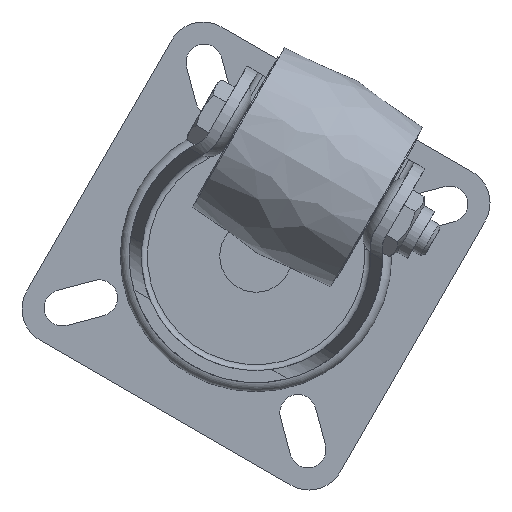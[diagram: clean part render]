
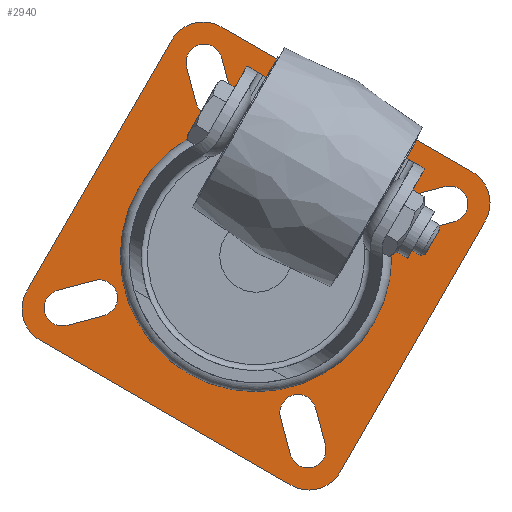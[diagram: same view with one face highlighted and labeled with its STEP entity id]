
A CAD part, front view. The second image highlights one B-rep face of the part: STEP entity #2940.
In plain terms, the highlighted planar face has unit normal (0, -1, 0).
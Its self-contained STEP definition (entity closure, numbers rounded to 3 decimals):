
#191=PLANE('',#3311);
#288=FACE_BOUND('',#1050,.T.);
#289=FACE_BOUND('',#1051,.T.);
#290=FACE_BOUND('',#1052,.T.);
#291=FACE_BOUND('',#1053,.T.);
#292=FACE_BOUND('',#1054,.T.);
#372=LINE('',#6037,#476);
#374=LINE('',#6043,#478);
#378=LINE('',#6053,#482);
#380=LINE('',#6059,#484);
#384=LINE('',#6069,#488);
#386=LINE('',#6075,#490);
#390=LINE('',#6085,#494);
#392=LINE('',#6091,#496);
#395=LINE('',#6100,#499);
#397=LINE('',#6104,#501);
#398=LINE('',#6108,#502);
#399=LINE('',#6112,#503);
#476=VECTOR('',#4053,6.364);
#478=VECTOR('',#4061,6.364);
#482=VECTOR('',#4071,6.364);
#484=VECTOR('',#4079,6.364);
#488=VECTOR('',#4089,6.364);
#490=VECTOR('',#4097,6.364);
#494=VECTOR('',#4107,6.364);
#496=VECTOR('',#4115,6.364);
#499=VECTOR('',#4124,48.);
#501=VECTOR('',#4128,48.);
#502=VECTOR('',#4131,48.);
#503=VECTOR('',#4134,48.);
#773=FACE_OUTER_BOUND('',#1049,.T.);
#1049=EDGE_LOOP('',(#2693,#2694,#2695,#2696,#2697,#2698,#2699,#2700));
#1050=EDGE_LOOP('',(#2701));
#1051=EDGE_LOOP('',(#2702,#2703,#2704,#2705));
#1052=EDGE_LOOP('',(#2706,#2707,#2708,#2709));
#1053=EDGE_LOOP('',(#2710,#2711,#2712,#2713));
#1054=EDGE_LOOP('',(#2714,#2715,#2716,#2717));
#1291=CIRCLE('',#3269,21.);
#1305=CIRCLE('',#3285,3.);
#1306=CIRCLE('',#3288,3.);
#1307=CIRCLE('',#3291,3.);
#1308=CIRCLE('',#3294,3.);
#1309=CIRCLE('',#3297,3.);
#1310=CIRCLE('',#3300,3.);
#1311=CIRCLE('',#3303,3.);
#1312=CIRCLE('',#3306,3.);
#1313=CIRCLE('',#3309,6.);
#1314=CIRCLE('',#3312,6.);
#1315=CIRCLE('',#3313,6.);
#1316=CIRCLE('',#3314,6.);
#1541=VERTEX_POINT('',#5975);
#1567=VERTEX_POINT('',#6029);
#1568=VERTEX_POINT('',#6031);
#1569=VERTEX_POINT('',#6035);
#1570=VERTEX_POINT('',#6039);
#1571=VERTEX_POINT('',#6045);
#1572=VERTEX_POINT('',#6047);
#1573=VERTEX_POINT('',#6051);
#1574=VERTEX_POINT('',#6055);
#1575=VERTEX_POINT('',#6061);
#1576=VERTEX_POINT('',#6063);
#1577=VERTEX_POINT('',#6067);
#1578=VERTEX_POINT('',#6071);
#1579=VERTEX_POINT('',#6077);
#1580=VERTEX_POINT('',#6079);
#1581=VERTEX_POINT('',#6083);
#1582=VERTEX_POINT('',#6087);
#1583=VERTEX_POINT('',#6093);
#1584=VERTEX_POINT('',#6094);
#1585=VERTEX_POINT('',#6099);
#1586=VERTEX_POINT('',#6103);
#1587=VERTEX_POINT('',#6105);
#1588=VERTEX_POINT('',#6107);
#1589=VERTEX_POINT('',#6109);
#1590=VERTEX_POINT('',#6111);
#1902=EDGE_CURVE('',#1541,#1541,#1291,.T.);
#1929=EDGE_CURVE('',#1568,#1567,#1305,.T.);
#1932=EDGE_CURVE('',#1567,#1569,#372,.T.);
#1934=EDGE_CURVE('',#1569,#1570,#1306,.T.);
#1935=EDGE_CURVE('',#1570,#1568,#374,.T.);
#1937=EDGE_CURVE('',#1572,#1571,#1307,.T.);
#1940=EDGE_CURVE('',#1571,#1573,#378,.T.);
#1942=EDGE_CURVE('',#1573,#1574,#1308,.T.);
#1943=EDGE_CURVE('',#1574,#1572,#380,.T.);
#1945=EDGE_CURVE('',#1576,#1575,#1309,.T.);
#1948=EDGE_CURVE('',#1575,#1577,#384,.T.);
#1950=EDGE_CURVE('',#1577,#1578,#1310,.T.);
#1951=EDGE_CURVE('',#1578,#1576,#386,.T.);
#1953=EDGE_CURVE('',#1580,#1579,#1311,.T.);
#1956=EDGE_CURVE('',#1579,#1581,#390,.T.);
#1958=EDGE_CURVE('',#1581,#1582,#1312,.T.);
#1959=EDGE_CURVE('',#1582,#1580,#392,.T.);
#1960=EDGE_CURVE('',#1583,#1584,#1313,.T.);
#1963=EDGE_CURVE('',#1585,#1584,#395,.T.);
#1965=EDGE_CURVE('',#1583,#1586,#397,.T.);
#1966=EDGE_CURVE('',#1587,#1586,#1314,.T.);
#1967=EDGE_CURVE('',#1587,#1588,#398,.T.);
#1968=EDGE_CURVE('',#1589,#1588,#1315,.T.);
#1969=EDGE_CURVE('',#1589,#1590,#399,.T.);
#1970=EDGE_CURVE('',#1585,#1590,#1316,.T.);
#2693=ORIENTED_EDGE('',*,*,#1960,.F.);
#2694=ORIENTED_EDGE('',*,*,#1965,.T.);
#2695=ORIENTED_EDGE('',*,*,#1966,.F.);
#2696=ORIENTED_EDGE('',*,*,#1967,.T.);
#2697=ORIENTED_EDGE('',*,*,#1968,.F.);
#2698=ORIENTED_EDGE('',*,*,#1969,.T.);
#2699=ORIENTED_EDGE('',*,*,#1970,.F.);
#2700=ORIENTED_EDGE('',*,*,#1963,.T.);
#2701=ORIENTED_EDGE('',*,*,#1902,.T.);
#2702=ORIENTED_EDGE('',*,*,#1929,.T.);
#2703=ORIENTED_EDGE('',*,*,#1932,.T.);
#2704=ORIENTED_EDGE('',*,*,#1934,.T.);
#2705=ORIENTED_EDGE('',*,*,#1935,.T.);
#2706=ORIENTED_EDGE('',*,*,#1937,.T.);
#2707=ORIENTED_EDGE('',*,*,#1940,.T.);
#2708=ORIENTED_EDGE('',*,*,#1942,.T.);
#2709=ORIENTED_EDGE('',*,*,#1943,.T.);
#2710=ORIENTED_EDGE('',*,*,#1945,.T.);
#2711=ORIENTED_EDGE('',*,*,#1948,.T.);
#2712=ORIENTED_EDGE('',*,*,#1950,.T.);
#2713=ORIENTED_EDGE('',*,*,#1951,.T.);
#2714=ORIENTED_EDGE('',*,*,#1953,.T.);
#2715=ORIENTED_EDGE('',*,*,#1956,.T.);
#2716=ORIENTED_EDGE('',*,*,#1958,.T.);
#2717=ORIENTED_EDGE('',*,*,#1959,.T.);
#2940=ADVANCED_FACE('',(#773,#288,#289,#290,#291,#292),#191,.T.);
#3269=AXIS2_PLACEMENT_3D('',#5976,#4002,#4003);
#3285=AXIS2_PLACEMENT_3D('',#6032,#4047,#4048);
#3288=AXIS2_PLACEMENT_3D('',#6041,#4057,#4058);
#3291=AXIS2_PLACEMENT_3D('',#6048,#4065,#4066);
#3294=AXIS2_PLACEMENT_3D('',#6057,#4075,#4076);
#3297=AXIS2_PLACEMENT_3D('',#6064,#4083,#4084);
#3300=AXIS2_PLACEMENT_3D('',#6073,#4093,#4094);
#3303=AXIS2_PLACEMENT_3D('',#6080,#4101,#4102);
#3306=AXIS2_PLACEMENT_3D('',#6089,#4111,#4112);
#3309=AXIS2_PLACEMENT_3D('',#6095,#4118,#4119);
#3311=AXIS2_PLACEMENT_3D('',#6102,#4126,#4127);
#3312=AXIS2_PLACEMENT_3D('',#6106,#4129,#4130);
#3313=AXIS2_PLACEMENT_3D('',#6110,#4132,#4133);
#3314=AXIS2_PLACEMENT_3D('',#6113,#4135,#4136);
#4002=DIRECTION('center_axis',(0.,1.,0.));
#4003=DIRECTION('ref_axis',(-1.,0.,0.));
#4047=DIRECTION('center_axis',(0.,1.,0.));
#4048=DIRECTION('ref_axis',(0.707,0.,-0.707));
#4053=DIRECTION('',(0.707,0.,0.707));
#4057=DIRECTION('center_axis',(0.,1.,0.));
#4058=DIRECTION('ref_axis',(-0.707,0.,0.707));
#4061=DIRECTION('',(-0.707,0.,-0.707));
#4065=DIRECTION('center_axis',(0.,1.,0.));
#4066=DIRECTION('ref_axis',(0.707,0.,0.707));
#4071=DIRECTION('',(-0.707,0.,0.707));
#4075=DIRECTION('center_axis',(0.,1.,0.));
#4076=DIRECTION('ref_axis',(-0.707,0.,-0.707));
#4079=DIRECTION('',(0.707,0.,-0.707));
#4083=DIRECTION('center_axis',(0.,1.,0.));
#4084=DIRECTION('ref_axis',(-0.707,0.,0.707));
#4089=DIRECTION('',(-0.707,0.,-0.707));
#4093=DIRECTION('center_axis',(0.,1.,0.));
#4094=DIRECTION('ref_axis',(0.707,0.,-0.707));
#4097=DIRECTION('',(0.707,0.,0.707));
#4101=DIRECTION('center_axis',(0.,1.,0.));
#4102=DIRECTION('ref_axis',(-0.707,0.,-0.707));
#4107=DIRECTION('',(0.707,0.,-0.707));
#4111=DIRECTION('center_axis',(0.,1.,0.));
#4112=DIRECTION('ref_axis',(0.707,0.,0.707));
#4115=DIRECTION('',(-0.707,0.,0.707));
#4118=DIRECTION('center_axis',(0.,1.,0.));
#4119=DIRECTION('ref_axis',(-0.707,0.,0.707));
#4124=DIRECTION('',(-1.,0.,0.));
#4126=DIRECTION('center_axis',(0.,-1.,0.));
#4127=DIRECTION('ref_axis',(0.,0.,-1.));
#4128=DIRECTION('',(0.,0.,-1.));
#4129=DIRECTION('center_axis',(0.,1.,0.));
#4130=DIRECTION('ref_axis',(-0.707,0.,-0.707));
#4131=DIRECTION('',(1.,0.,0.));
#4132=DIRECTION('center_axis',(0.,1.,0.));
#4133=DIRECTION('ref_axis',(0.707,0.,-0.707));
#4134=DIRECTION('',(0.,0.,1.));
#4135=DIRECTION('center_axis',(0.,1.,0.));
#4136=DIRECTION('ref_axis',(0.707,0.,0.707));
#5975=CARTESIAN_POINT('',(21.,-2.,0.));
#5976=CARTESIAN_POINT('Origin',(0.,-2.,0.));
#6029=CARTESIAN_POINT('',(16.879,-2.,21.121));
#6031=CARTESIAN_POINT('',(21.121,-2.,16.879));
#6032=CARTESIAN_POINT('Origin',(19.,-2.,19.));
#6035=CARTESIAN_POINT('',(21.379,-2.,25.621));
#6037=CARTESIAN_POINT('',(9.629,-2.,13.871));
#6039=CARTESIAN_POINT('',(25.621,-2.,21.379));
#6041=CARTESIAN_POINT('Origin',(23.5,-2.,23.5));
#6043=CARTESIAN_POINT('',(11.621,-2.,7.379));
#6045=CARTESIAN_POINT('',(-21.121,-2.,16.879));
#6047=CARTESIAN_POINT('',(-16.879,-2.,21.121));
#6048=CARTESIAN_POINT('Origin',(-19.,-2.,19.));
#6051=CARTESIAN_POINT('',(-25.621,-2.,21.379));
#6053=CARTESIAN_POINT('',(-13.871,-2.,9.629));
#6055=CARTESIAN_POINT('',(-21.379,-2.,25.621));
#6057=CARTESIAN_POINT('Origin',(-23.5,-2.,23.5));
#6059=CARTESIAN_POINT('',(-7.379,-2.,11.621));
#6061=CARTESIAN_POINT('',(-16.879,-2.,-21.121));
#6063=CARTESIAN_POINT('',(-21.121,-2.,-16.879));
#6064=CARTESIAN_POINT('Origin',(-19.,-2.,-19.));
#6067=CARTESIAN_POINT('',(-21.379,-2.,-25.621));
#6069=CARTESIAN_POINT('',(-9.629,-2.,-13.871));
#6071=CARTESIAN_POINT('',(-25.621,-2.,-21.379));
#6073=CARTESIAN_POINT('Origin',(-23.5,-2.,-23.5));
#6075=CARTESIAN_POINT('',(-11.621,-2.,-7.379));
#6077=CARTESIAN_POINT('',(21.121,-2.,-16.879));
#6079=CARTESIAN_POINT('',(16.879,-2.,-21.121));
#6080=CARTESIAN_POINT('Origin',(19.,-2.,-19.));
#6083=CARTESIAN_POINT('',(25.621,-2.,-21.379));
#6085=CARTESIAN_POINT('',(13.871,-2.,-9.629));
#6087=CARTESIAN_POINT('',(21.379,-2.,-25.621));
#6089=CARTESIAN_POINT('Origin',(23.5,-2.,-23.5));
#6091=CARTESIAN_POINT('',(7.379,-2.,-11.621));
#6093=CARTESIAN_POINT('',(-30.,-2.,24.));
#6094=CARTESIAN_POINT('',(-24.,-2.,30.));
#6095=CARTESIAN_POINT('Origin',(-24.,-2.,24.));
#6099=CARTESIAN_POINT('',(24.,-2.,30.));
#6100=CARTESIAN_POINT('',(10.,-2.,30.));
#6102=CARTESIAN_POINT('Origin',(0.,-2.,0.));
#6103=CARTESIAN_POINT('',(-30.,-2.,-24.));
#6104=CARTESIAN_POINT('',(-30.,-2.,10.));
#6105=CARTESIAN_POINT('',(-24.,-2.,-30.));
#6106=CARTESIAN_POINT('Origin',(-24.,-2.,-24.));
#6107=CARTESIAN_POINT('',(24.,-2.,-30.));
#6108=CARTESIAN_POINT('',(-10.,-2.,-30.));
#6109=CARTESIAN_POINT('',(30.,-2.,-24.));
#6110=CARTESIAN_POINT('Origin',(24.,-2.,-24.));
#6111=CARTESIAN_POINT('',(30.,-2.,24.));
#6112=CARTESIAN_POINT('',(30.,-2.,-10.));
#6113=CARTESIAN_POINT('Origin',(24.,-2.,24.));
